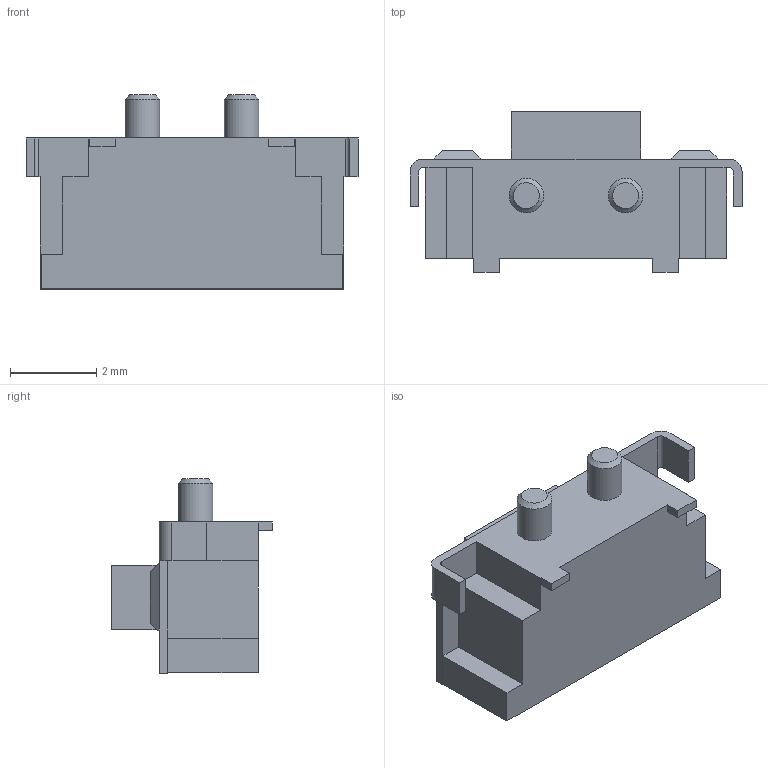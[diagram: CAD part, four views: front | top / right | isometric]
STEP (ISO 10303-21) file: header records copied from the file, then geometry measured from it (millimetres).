
FILE_DESCRIPTION(/* description */ (''),/* implementation_level */ '2;1');
FILE_NAME(/* name */ 'Button.stp',/* time_stamp */ '2022-02-24T13:33:30+03:00',/* author */ ('NoName'),/* organization */ (''),/* preprocessor_version */ 'ST-DEVELOPER v18',/* originating_system */ 'Autodesk Inventor 2020',/* authorisation */ '');
FILE_SCHEMA (('AUTOMOTIVE_DESIGN { 1 0 10303 214 3 1 1 }'));
Length unit declared in the file: millimetre
Products named in the file (1): Button
Bounding box: 7.7 x 3.73 x 4.51 mm (x, y, z)
Volume: 55.4 mm3; surface area: 119.2 mm2
Topology: 1 solids, 1 shells, 59 faces, 158 edges, 106 vertices
Faces by surface type: plane 51, cylinder 6, cone 2
Full cylindrical faces by diameter (mm): 0.8 x2
Entity records: 1953 total; most frequent: CARTESIAN_POINT 324, ORIENTED_EDGE 316, DIRECTION 296, EDGE_CURVE 158, LINE 140, VECTOR 140, VERTEX_POINT 106, AXIS2_PLACEMENT_3D 78
